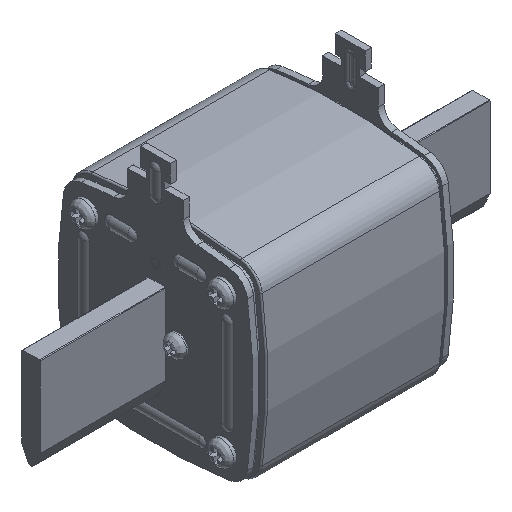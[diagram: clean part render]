
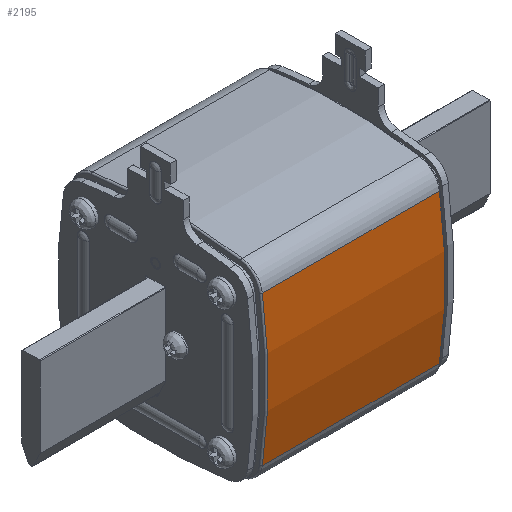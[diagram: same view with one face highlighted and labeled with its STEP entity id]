
A CAD part, isometric view. The second image highlights one B-rep face of the part: STEP entity #2195.
In plain terms, the highlighted cylindrical face has radius 166.5 mm (diameter 333 mm), a partial arc.
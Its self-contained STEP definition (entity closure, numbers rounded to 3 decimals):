
#969=CYLINDRICAL_SURFACE('',#16863,166.5);
#2195=ADVANCED_FACE('',(#3512),#969,.T.);
#3512=FACE_OUTER_BOUND('',#4623,.T.);
#4623=EDGE_LOOP('',(#8992,#8993,#8994,#8995));
#5428=CIRCLE('',#16861,166.5);
#5429=CIRCLE('',#16862,166.5);
#8992=ORIENTED_EDGE('',*,*,#13028,.T.);
#8993=ORIENTED_EDGE('',*,*,#13030,.T.);
#8994=ORIENTED_EDGE('',*,*,#13031,.F.);
#8995=ORIENTED_EDGE('',*,*,#13032,.T.);
#11004=VERTEX_POINT('',#61956);
#11005=VERTEX_POINT('',#61958);
#11006=VERTEX_POINT('',#61962);
#11007=VERTEX_POINT('',#61964);
#13028=EDGE_CURVE('',#11005,#11004,#14320,.T.);
#13030=EDGE_CURVE('',#11004,#11006,#5428,.T.);
#13031=EDGE_CURVE('',#11007,#11006,#14321,.T.);
#13032=EDGE_CURVE('',#11007,#11005,#5429,.T.);
#14320=LINE('',#61957,#15400);
#14321=LINE('',#61963,#15401);
#15400=VECTOR('',#20528,1.);
#15401=VECTOR('',#20535,1.);
#16861=AXIS2_PLACEMENT_3D('',#61961,#20533,#20534);
#16862=AXIS2_PLACEMENT_3D('',#61965,#20536,#20537);
#16863=AXIS2_PLACEMENT_3D('',#61966,#20538,#20539);
#20528=DIRECTION('',(-1.,0.,0.));
#20533=DIRECTION('',(1.,0.,0.));
#20534=DIRECTION('',(0.,1.,0.));
#20535=DIRECTION('',(-1.,0.,0.));
#20536=DIRECTION('',(-1.,0.,0.));
#20537=DIRECTION('',(0.,1.,0.));
#20538=DIRECTION('',(-1.,0.,0.));
#20539=DIRECTION('',(0.,1.,0.));
#61956=CARTESIAN_POINT('',(-28.815,-31.302,98.413));
#61957=CARTESIAN_POINT('',(30.685,-31.302,98.413));
#61958=CARTESIAN_POINT('',(30.185,-31.302,98.413));
#61961=CARTESIAN_POINT('',(-28.815,133.324,73.5));
#61962=CARTESIAN_POINT('',(-28.815,-31.302,48.587));
#61963=CARTESIAN_POINT('',(30.685,-31.302,48.587));
#61964=CARTESIAN_POINT('',(30.185,-31.302,48.587));
#61965=CARTESIAN_POINT('',(30.185,133.324,73.5));
#61966=CARTESIAN_POINT('',(30.685,133.324,73.5));
